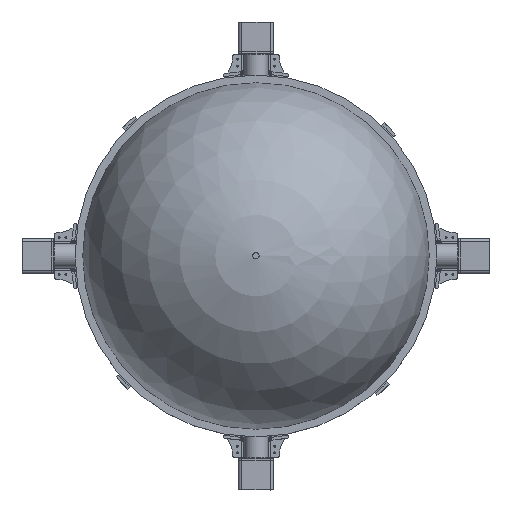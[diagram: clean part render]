
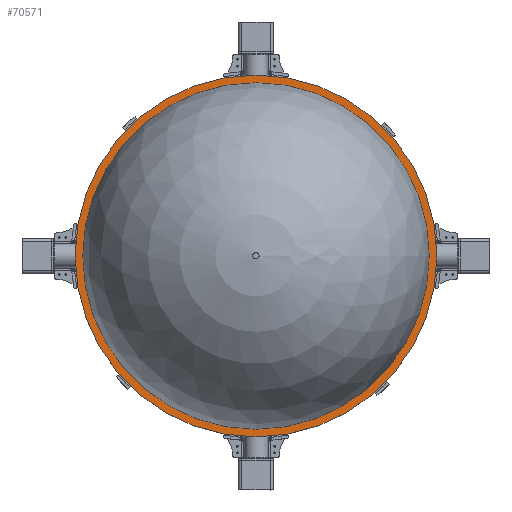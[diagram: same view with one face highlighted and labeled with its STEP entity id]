
A CAD part, top view. The second image highlights one B-rep face of the part: STEP entity #70571.
In plain terms, the highlighted face is planar.
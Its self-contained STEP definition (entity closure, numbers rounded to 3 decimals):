
#68475 = VERTEX_POINT('',#68476);
#68476 = CARTESIAN_POINT('',(299.94,6.,0.));
#68486 = SPHERICAL_SURFACE('',#68487,300.);
#68487 = AXIS2_PLACEMENT_3D('',#68488,#68489,#68490);
#68488 = CARTESIAN_POINT('',(0.,0.,0.));
#68489 = DIRECTION('',(0.,1.,0.));
#68490 = DIRECTION('',(1.,0.,0.));
#68505 = EDGE_CURVE('',#68475,#68475,#68506,.T.);
#68506 = SURFACE_CURVE('',#68507,(#68512,#68519),.PCURVE_S1.);
#68507 = CIRCLE('',#68508,299.94);
#68508 = AXIS2_PLACEMENT_3D('',#68509,#68510,#68511);
#68509 = CARTESIAN_POINT('',(0.,6.,0.));
#68510 = DIRECTION('',(0.,-1.,0.));
#68511 = DIRECTION('',(1.,0.,0.));
#68512 = PCURVE('',#68486,#68513);
#68513 = DEFINITIONAL_REPRESENTATION('',(#68514),#68518);
#68514 = LINE('',#68515,#68516);
#68515 = CARTESIAN_POINT('',(-0.,0.02));
#68516 = VECTOR('',#68517,1.);
#68517 = DIRECTION('',(-1.,0.));
#68518 = ( GEOMETRIC_REPRESENTATION_CONTEXT(2) 
PARAMETRIC_REPRESENTATION_CONTEXT() REPRESENTATION_CONTEXT('2D SPACE',''
  ) );
#68519 = PCURVE('',#68520,#68525);
#68520 = PLANE('',#68521);
#68521 = AXIS2_PLACEMENT_3D('',#68522,#68523,#68524);
#68522 = CARTESIAN_POINT('',(0.,6.,0.));
#68523 = DIRECTION('',(-0.,-1.,-0.));
#68524 = DIRECTION('',(1.,0.,0.));
#68525 = DEFINITIONAL_REPRESENTATION('',(#68526),#68530);
#68526 = CIRCLE('',#68527,299.94);
#68527 = AXIS2_PLACEMENT_2D('',#68528,#68529);
#68528 = CARTESIAN_POINT('',(0.,0.));
#68529 = DIRECTION('',(1.,-0.));
#68530 = ( GEOMETRIC_REPRESENTATION_CONTEXT(2) 
PARAMETRIC_REPRESENTATION_CONTEXT() REPRESENTATION_CONTEXT('2D SPACE',''
  ) );
#70571 = ADVANCED_FACE('',(#70572,#70575),#68520,.F.);
#70572 = FACE_BOUND('',#70573,.T.);
#70573 = EDGE_LOOP('',(#70574));
#70574 = ORIENTED_EDGE('',*,*,#68505,.T.);
#70575 = FACE_BOUND('',#70576,.T.);
#70576 = EDGE_LOOP('',(#70577));
#70577 = ORIENTED_EDGE('',*,*,#70578,.F.);
#70578 = EDGE_CURVE('',#70579,#70579,#70581,.T.);
#70579 = VERTEX_POINT('',#70580);
#70580 = CARTESIAN_POINT('',(313.24,6.,0.));
#70581 = SURFACE_CURVE('',#70582,(#70587,#70594),.PCURVE_S1.);
#70582 = CIRCLE('',#70583,313.24);
#70583 = AXIS2_PLACEMENT_3D('',#70584,#70585,#70586);
#70584 = CARTESIAN_POINT('',(0.,6.,0.));
#70585 = DIRECTION('',(0.,-1.,0.));
#70586 = DIRECTION('',(1.,0.,0.));
#70587 = PCURVE('',#68520,#70588);
#70588 = DEFINITIONAL_REPRESENTATION('',(#70589),#70593);
#70589 = CIRCLE('',#70590,313.24);
#70590 = AXIS2_PLACEMENT_2D('',#70591,#70592);
#70591 = CARTESIAN_POINT('',(0.,0.));
#70592 = DIRECTION('',(1.,-0.));
#70593 = ( GEOMETRIC_REPRESENTATION_CONTEXT(2) 
PARAMETRIC_REPRESENTATION_CONTEXT() REPRESENTATION_CONTEXT('2D SPACE',''
  ) );
#70594 = PCURVE('',#70595,#70600);
#70595 = CYLINDRICAL_SURFACE('',#70596,313.24);
#70596 = AXIS2_PLACEMENT_3D('',#70597,#70598,#70599);
#70597 = CARTESIAN_POINT('',(0.,0.,0.));
#70598 = DIRECTION('',(0.,1.,0.));
#70599 = DIRECTION('',(1.,0.,0.));
#70600 = DEFINITIONAL_REPRESENTATION('',(#70601),#70605);
#70601 = LINE('',#70602,#70603);
#70602 = CARTESIAN_POINT('',(-0.,6.));
#70603 = VECTOR('',#70604,1.);
#70604 = DIRECTION('',(-1.,0.));
#70605 = ( GEOMETRIC_REPRESENTATION_CONTEXT(2) 
PARAMETRIC_REPRESENTATION_CONTEXT() REPRESENTATION_CONTEXT('2D SPACE',''
  ) );
